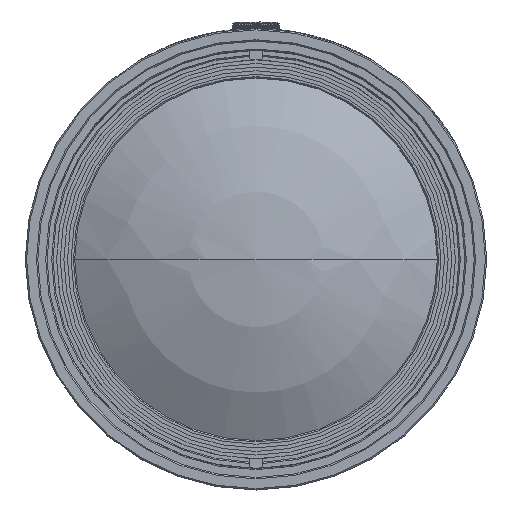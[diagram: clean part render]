
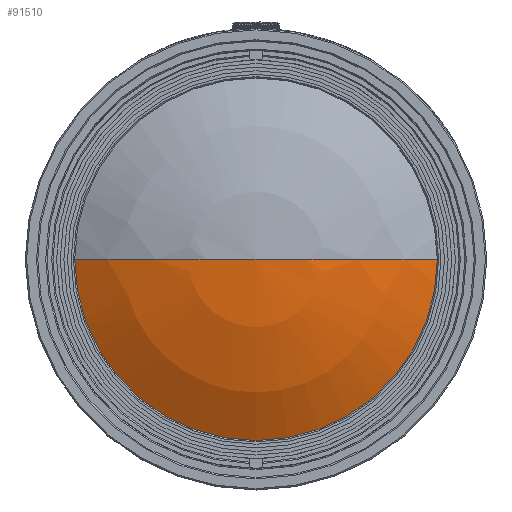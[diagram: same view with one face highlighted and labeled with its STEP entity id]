
A CAD part, left-side view. The second image highlights one B-rep face of the part: STEP entity #91510.
In plain terms, the highlighted spherical face has radius 57.51 mm.
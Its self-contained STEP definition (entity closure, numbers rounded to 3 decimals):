
#29545=CARTESIAN_POINT('',(59.881,0.,0.));
#29546=DIRECTION('',(1.,0.,0.));
#29547=DIRECTION('',(0.,-1.,0.));
#29548=AXIS2_PLACEMENT_3D('',#29545,#29546,#29547);
#29550=CARTESIAN_POINT('',(109.249,0.,
0.));
#29551=DIRECTION('',(0.,0.,-1.));
#29552=DIRECTION('',(-1.,0.,0.));
#29553=AXIS2_PLACEMENT_3D('',#29550,#29551,#29552);
#29560=CARTESIAN_POINT('',(109.249,0.,
0.));
#29561=DIRECTION('',(0.,0.,-1.));
#29562=DIRECTION('',(-0.858,-0.513,
0.));
#29563=AXIS2_PLACEMENT_3D('',#29560,#29561,#29562);
#46151=CARTESIAN_POINT('',(51.739,0.,0.));
#46152=CARTESIAN_POINT('',(59.881,29.5,0.));
#46153=VERTEX_POINT('',#46151);
#46154=VERTEX_POINT('',#46152);
#46155=CARTESIAN_POINT('',(59.881,-29.5,0.));
#46156=VERTEX_POINT('',#46155);
#91498=CARTESIAN_POINT('',(109.249,0.,
0.));
#91499=DIRECTION('',(-1.,0.,0.));
#91500=DIRECTION('',(0.,1.,0.));
#91501=AXIS2_PLACEMENT_3D('',#91498,#91499,#91500);
#91502=SPHERICAL_SURFACE('',#91501,57.51);
#91504=ORIENTED_EDGE('',*,*,#91503,.F.);
#91506=ORIENTED_EDGE('',*,*,#91505,.F.);
#91507=ORIENTED_EDGE('',*,*,#91484,.T.);
#91508=EDGE_LOOP('',(#91504,#91506,#91507));
#91509=FACE_OUTER_BOUND('',#91508,.F.);
#29549=CIRCLE('',#29548,29.5);
#29554=CIRCLE('',#29553,57.51);
#29564=CIRCLE('',#29563,57.51);
#91484=EDGE_CURVE('',#46156,#46154,#29549,.T.);
#91503=EDGE_CURVE('',#46153,#46154,#29554,.T.);
#91505=EDGE_CURVE('',#46156,#46153,#29564,.T.);
#91510=ADVANCED_FACE('',(#91509),#91502,.T.);
